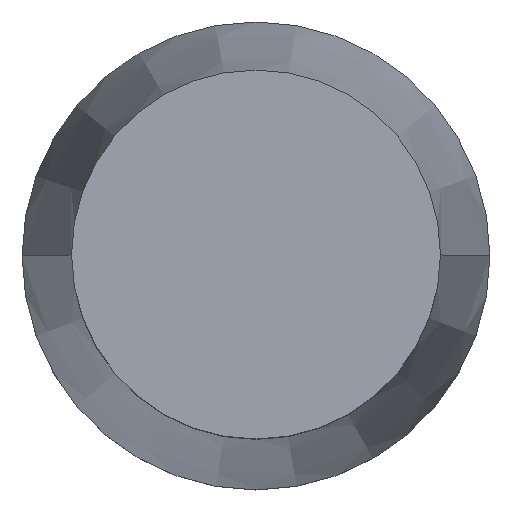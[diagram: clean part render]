
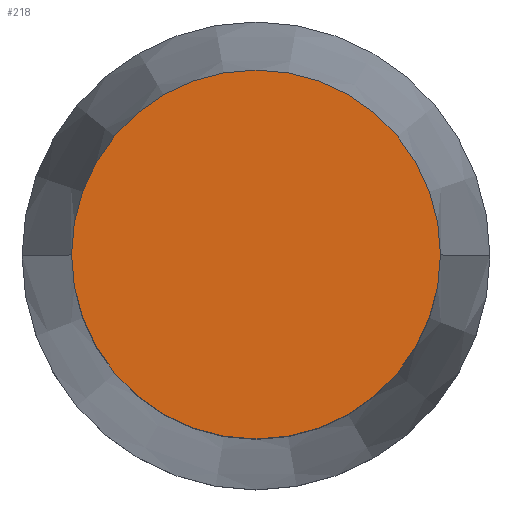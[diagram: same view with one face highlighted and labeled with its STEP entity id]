
A CAD part, top view. The second image highlights one B-rep face of the part: STEP entity #218.
In plain terms, the highlighted planar face has unit normal (0, 0, 1).
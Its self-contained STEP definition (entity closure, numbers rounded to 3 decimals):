
#6 = VERTEX_POINT ( 'NONE', #426 ) ;
#16 = CARTESIAN_POINT ( 'NONE',  ( -10.25, 0., 0. ) ) ;
#28 = DIRECTION ( 'NONE',  ( 0., 0., 1. ) ) ;
#35 = DIRECTION ( 'NONE',  ( 1., 0., 0. ) ) ;
#130 = ORIENTED_EDGE ( 'NONE', *, *, #566, .T. ) ;
#131 = FACE_OUTER_BOUND ( 'NONE', #411, .T. ) ;
#169 = DIRECTION ( 'NONE',  ( 0., 0., -1. ) ) ;
#188 = CARTESIAN_POINT ( 'NONE',  ( 0., 0., 0. ) ) ;
#196 = CARTESIAN_POINT ( 'NONE',  ( 0., 0., 0. ) ) ;
#218 = ADVANCED_FACE ( 'NONE', ( #131 ), #703, .F. ) ;
#245 = CIRCLE ( 'NONE', #296, 10.25 ) ;
#296 = AXIS2_PLACEMENT_3D ( 'NONE', #196, #298, #645 ) ;
#298 = DIRECTION ( 'NONE',  ( 0., 0., 1. ) ) ;
#347 = ORIENTED_EDGE ( 'NONE', *, *, #644, .T. ) ;
#381 = CIRCLE ( 'NONE', #420, 10.25 ) ;
#411 = EDGE_LOOP ( 'NONE', ( #347, #130 ) ) ;
#420 = AXIS2_PLACEMENT_3D ( 'NONE', #637, #28, #35 ) ;
#426 = CARTESIAN_POINT ( 'NONE',  ( 10.25, 0., 0. ) ) ;
#542 = AXIS2_PLACEMENT_3D ( 'NONE', #188, #169, #657 ) ;
#566 = EDGE_CURVE ( 'NONE', #621, #6, #245, .T. ) ;
#621 = VERTEX_POINT ( 'NONE', #16 ) ;
#637 = CARTESIAN_POINT ( 'NONE',  ( 0., 0., 0. ) ) ;
#644 = EDGE_CURVE ( 'NONE', #6, #621, #381, .T. ) ;
#645 = DIRECTION ( 'NONE',  ( 1., 0., 0. ) ) ;
#657 = DIRECTION ( 'NONE',  ( -1., 0., 0. ) ) ;
#703 = PLANE ( 'NONE',  #542 ) ;
